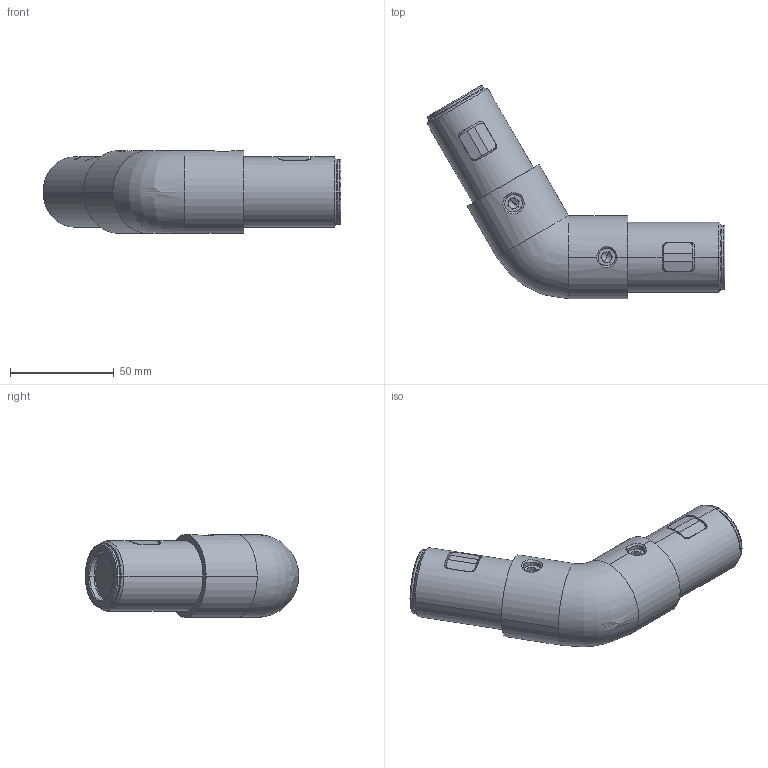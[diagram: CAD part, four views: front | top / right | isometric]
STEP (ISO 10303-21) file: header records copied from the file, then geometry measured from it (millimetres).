
FILE_DESCRIPTION (( 'STEP AP214' ), '1' );
FILE_NAME ('AL-SPS.JC40.A120 Ñîåäèíèòåëü 120° D40.STEP', '2026-02-06T08:19:50', ( '' ), ( '' ), 'SwSTEP 2.0', 'SolidWorks 2021', '' );
FILE_SCHEMA (( 'AUTOMOTIVE_DESIGN' ));
Length unit declared in the file: millimetre
Products named in the file (8): 賑輸; 120僅諉芛; hex socket set screws with cone point gb_GB_FASTENER_SCREWS_HSCP M10X16-C; 諶裔; 賑裝粟銅蚾饜1; 粟銅; AL-SPS.JC40.A120 Ñîåäèíèòåëü 120° D40; 賑裝-1
Assembly tree (11 placements, depth 3):
  AL-SPS.JC40.A120 Ñîåäèíèòåëü 120° D40
    120僅諉芛
    賑裝粟銅蚾饜1  x2
      賑裝-1
      粟銅
    賑輸  x2
    hex socket set screws with cone point gb_GB_FASTENER_SCREWS_HSCP M10X16-C  x2
    諶裔  x2
Bounding box: 143.74 x 102.91 x 40 mm (x, y, z)
Volume: 159148.2 mm3; surface area: 46109.1 mm2
Topology: 11 solids, 11 shells, 272 faces, 644 edges, 392 vertices
Faces by surface type: plane 118, cylinder 79, cone 44, bspline 31
Entity records: 11800 total; most frequent: CARTESIAN_POINT 7649, ORIENTED_EDGE 822, DIRECTION 783, EDGE_CURVE 411, AXIS2_PLACEMENT_3D 293, VERTEX_POINT 256, LINE 197, VECTOR 197
